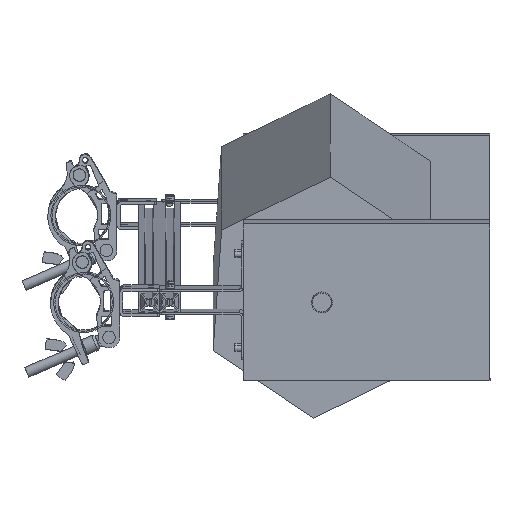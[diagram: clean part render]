
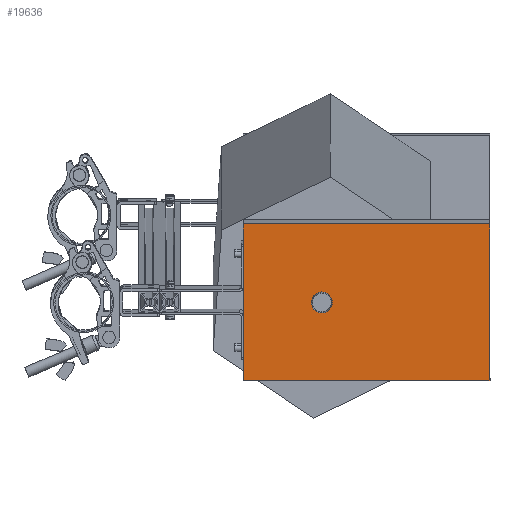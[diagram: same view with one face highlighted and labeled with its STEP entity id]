
A CAD part, left-side view. The second image highlights one B-rep face of the part: STEP entity #19636.
In plain terms, the highlighted planar face has unit normal (-0.999, 0, -0.044).
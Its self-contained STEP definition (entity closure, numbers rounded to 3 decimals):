
#385 = ORIENTED_EDGE ( 'NONE', *, *, #9986, .F. ) ;
#640 = ORIENTED_EDGE ( 'NONE', *, *, #27626, .F. ) ;
#1269 = VERTEX_POINT ( 'NONE', #28792 ) ;
#2590 = FACE_BOUND ( 'NONE', #22089, .T. ) ;
#3620 = CARTESIAN_POINT ( 'NONE',  ( -27.046, 0., -258.124 ) ) ;
#3624 = EDGE_CURVE ( 'NONE', #17911, #24622, #23591, .T. ) ;
#4388 = DIRECTION ( 'NONE',  ( -0.999, 0., -0.044 ) ) ;
#5144 = CARTESIAN_POINT ( 'NONE',  ( -33.653, 0., -108.27 ) ) ;
#5194 = DIRECTION ( 'NONE',  ( -0.999, 0., -0.044 ) ) ;
#5321 = PLANE ( 'NONE',  #10553 ) ;
#6263 = EDGE_CURVE ( 'NONE', #24622, #29301, #28364, .T. ) ;
#6370 = LINE ( 'NONE', #14804, #13168 ) ;
#6545 = CARTESIAN_POINT ( 'NONE',  ( -30.349, 150.5, -183.197 ) ) ;
#7901 = CIRCLE ( 'NONE', #12699, 10. ) ;
#7946 = FACE_OUTER_BOUND ( 'NONE', #14998, .T. ) ;
#7990 = DIRECTION ( 'NONE',  ( 0., 1., 0. ) ) ;
#8833 = DIRECTION ( 'NONE',  ( 0., 1., 0. ) ) ;
#9194 = CARTESIAN_POINT ( 'NONE',  ( -27.046, 235.5, -258.124 ) ) ;
#9986 = EDGE_CURVE ( 'NONE', #29284, #19072, #29340, .T. ) ;
#10092 = DIRECTION ( 'NONE',  ( 0.999, 0., 0.044 ) ) ;
#10553 = AXIS2_PLACEMENT_3D ( 'NONE', #26450, #10092, #14707 ) ;
#11039 = EDGE_CURVE ( 'NONE', #1269, #17911, #6370, .T. ) ;
#11571 = ORIENTED_EDGE ( 'NONE', *, *, #11039, .F. ) ;
#11687 = DIRECTION ( 'NONE',  ( -0.044, 0., 0.999 ) ) ;
#12012 = CARTESIAN_POINT ( 'NONE',  ( -33.653, 235.5, -108.27 ) ) ;
#12246 = VECTOR ( 'NONE', #11687, 1000. ) ;
#12522 = DIRECTION ( 'NONE',  ( 0.044, 0., -0.999 ) ) ;
#12699 = AXIS2_PLACEMENT_3D ( 'NONE', #27403, #4388, #8833 ) ;
#13168 = VECTOR ( 'NONE', #12522, 1000. ) ;
#14707 = DIRECTION ( 'NONE',  ( 0., 1., 0. ) ) ;
#14804 = CARTESIAN_POINT ( 'NONE',  ( -27.046, 0., -258.124 ) ) ;
#14998 = EDGE_LOOP ( 'NONE', ( #11571, #640, #20775, #17727 ) ) ;
#15339 = VECTOR ( 'NONE', #7990, 1000. ) ;
#17426 = EDGE_CURVE ( 'NONE', #19072, #29284, #7901, .T. ) ;
#17727 = ORIENTED_EDGE ( 'NONE', *, *, #3624, .F. ) ;
#17911 = VERTEX_POINT ( 'NONE', #29381 ) ;
#18322 = CARTESIAN_POINT ( 'NONE',  ( -30.349, 170.5, -183.197 ) ) ;
#18702 = CARTESIAN_POINT ( 'NONE',  ( -27.046, 235.5, -258.124 ) ) ;
#19072 = VERTEX_POINT ( 'NONE', #6545 ) ;
#19636 = ADVANCED_FACE ( 'NONE', ( #2590, #7946 ), #5321, .F. ) ;
#20775 = ORIENTED_EDGE ( 'NONE', *, *, #6263, .F. ) ;
#20867 = DIRECTION ( 'NONE',  ( 0., 1., 0. ) ) ;
#22089 = EDGE_LOOP ( 'NONE', ( #385, #24859 ) ) ;
#22609 = VECTOR ( 'NONE', #28159, 1000. ) ;
#23591 = LINE ( 'NONE', #3620, #15339 ) ;
#24622 = VERTEX_POINT ( 'NONE', #9194 ) ;
#24859 = ORIENTED_EDGE ( 'NONE', *, *, #17426, .F. ) ;
#25245 = AXIS2_PLACEMENT_3D ( 'NONE', #25471, #5194, #20867 ) ;
#25471 = CARTESIAN_POINT ( 'NONE',  ( -30.349, 160.5, -183.197 ) ) ;
#25856 = LINE ( 'NONE', #5144, #22609 ) ;
#26450 = CARTESIAN_POINT ( 'NONE',  ( -27.046, 0., -258.124 ) ) ;
#27403 = CARTESIAN_POINT ( 'NONE',  ( -30.349, 160.5, -183.197 ) ) ;
#27626 = EDGE_CURVE ( 'NONE', #29301, #1269, #25856, .T. ) ;
#28159 = DIRECTION ( 'NONE',  ( 0., -1., 0. ) ) ;
#28364 = LINE ( 'NONE', #18702, #12246 ) ;
#28792 = CARTESIAN_POINT ( 'NONE',  ( -33.653, 0., -108.27 ) ) ;
#29284 = VERTEX_POINT ( 'NONE', #18322 ) ;
#29301 = VERTEX_POINT ( 'NONE', #12012 ) ;
#29340 = CIRCLE ( 'NONE', #25245, 10. ) ;
#29381 = CARTESIAN_POINT ( 'NONE',  ( -27.046, 0., -258.124 ) ) ;
